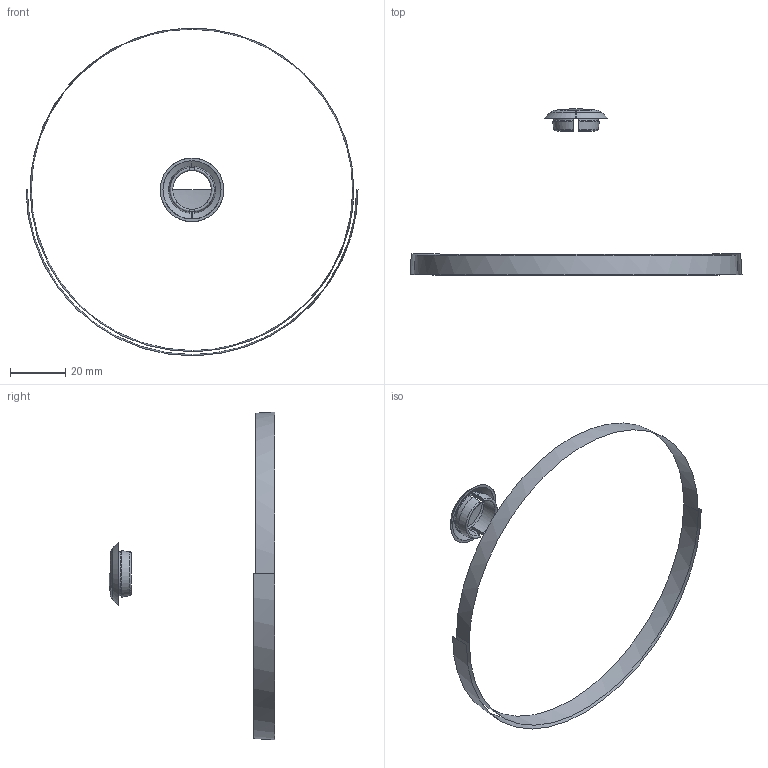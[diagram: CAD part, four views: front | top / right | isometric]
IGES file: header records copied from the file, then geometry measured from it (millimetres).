
Start section: SolidWorks IGES file using analytic representation for surfaces
Global section: file name: FC-742-2.IGS; native system: SolidWorks 2006 by SolidWorks Corporation; preprocessor: SolidWorks 2006 by SolidWorks Corporation; author: 5sw; date: 070130.105200; units: millimetre
Bounding box: 120 x 60 x 118.43 mm (x, y, z)
Surface area: 5217.8 mm2 (no closed solid volume)
Topology: 0 solids, 0 shells, 29 faces, 300 edges, 299 vertices
Faces by surface type: revolution 16, bspline 13
